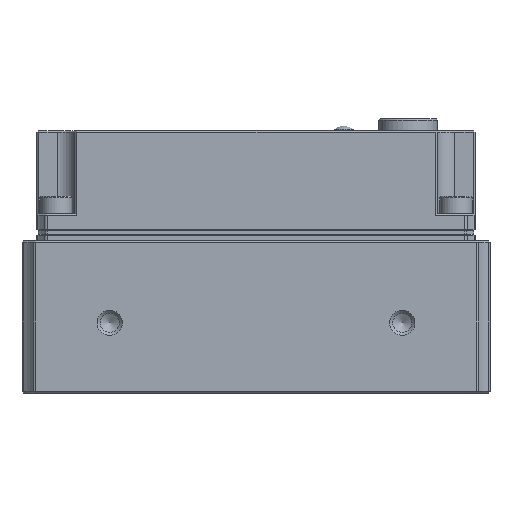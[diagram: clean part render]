
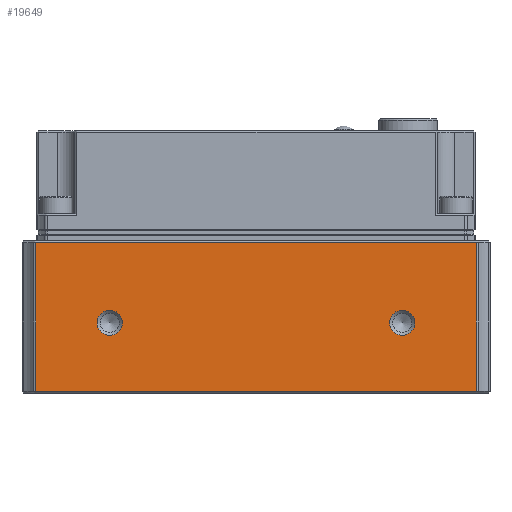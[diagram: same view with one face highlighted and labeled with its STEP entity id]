
A CAD part, left-side view. The second image highlights one B-rep face of the part: STEP entity #19649.
In plain terms, the highlighted planar face has unit normal (-1, 0, 0).
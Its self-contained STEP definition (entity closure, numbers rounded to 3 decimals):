
#684=LINE('',#28712,#2568);
#685=LINE('',#28714,#2569);
#686=LINE('',#28716,#2570);
#687=LINE('',#28717,#2571);
#2568=VECTOR('',#22871,10.);
#2569=VECTOR('',#22872,10.);
#2570=VECTOR('',#22873,10.);
#2571=VECTOR('',#22874,10.);
#4547=FACE_BOUND('',#5939,.T.);
#4548=FACE_BOUND('',#5940,.T.);
#4894=FACE_OUTER_BOUND('',#5938,.T.);
#5938=EDGE_LOOP('',(#12914,#12915,#12916,#12917));
#5939=EDGE_LOOP('',(#12918));
#5940=EDGE_LOOP('',(#12919));
#7144=CIRCLE('',#20876,2.15);
#7145=CIRCLE('',#20877,2.15);
#7735=VERTEX_POINT('',#28710);
#7736=VERTEX_POINT('',#28711);
#7737=VERTEX_POINT('',#28713);
#7738=VERTEX_POINT('',#28715);
#7739=VERTEX_POINT('',#28718);
#7740=VERTEX_POINT('',#28720);
#9819=EDGE_CURVE('',#7735,#7736,#684,.T.);
#9820=EDGE_CURVE('',#7735,#7737,#685,.T.);
#9821=EDGE_CURVE('',#7738,#7737,#686,.T.);
#9822=EDGE_CURVE('',#7736,#7738,#687,.T.);
#9823=EDGE_CURVE('',#7739,#7739,#7144,.T.);
#9824=EDGE_CURVE('',#7740,#7740,#7145,.T.);
#12914=ORIENTED_EDGE('',*,*,#9819,.F.);
#12915=ORIENTED_EDGE('',*,*,#9820,.T.);
#12916=ORIENTED_EDGE('',*,*,#9821,.F.);
#12917=ORIENTED_EDGE('',*,*,#9822,.F.);
#12918=ORIENTED_EDGE('',*,*,#9823,.T.);
#12919=ORIENTED_EDGE('',*,*,#9824,.T.);
#17893=PLANE('',#20875);
#19649=ADVANCED_FACE('',(#4894,#4547,#4548),#17893,.T.);
#20875=AXIS2_PLACEMENT_3D('',#28709,#22869,#22870);
#20876=AXIS2_PLACEMENT_3D('',#28719,#22875,#22876);
#20877=AXIS2_PLACEMENT_3D('',#28721,#22877,#22878);
#22869=DIRECTION('center_axis',(-1.,0.,0.));
#22870=DIRECTION('ref_axis',(0.,0.,
-1.));
#22871=DIRECTION('',(0.,-1.,0.));
#22872=DIRECTION('',(0.,0.,-1.));
#22873=DIRECTION('',(0.,1.,0.));
#22874=DIRECTION('',(0.,0.,-1.));
#22875=DIRECTION('center_axis',(1.,0.,0.));
#22876=DIRECTION('ref_axis',(0.,1.,0.));
#22877=DIRECTION('center_axis',(1.,0.,0.));
#22878=DIRECTION('ref_axis',(0.,1.,0.));
#28709=CARTESIAN_POINT('Origin',(-40.,-37.645,0.));
#28710=CARTESIAN_POINT('',(-40.,37.645,19.7));
#28711=CARTESIAN_POINT('',(-40.,-37.645,19.7));
#28712=CARTESIAN_POINT('',(-40.,-18.823,19.7));
#28713=CARTESIAN_POINT('',(-40.,37.645,-5.7));
#28714=CARTESIAN_POINT('',(-40.,37.645,0.));
#28715=CARTESIAN_POINT('',(-40.,-37.645,-5.7));
#28716=CARTESIAN_POINT('',(-40.,-18.823,-5.7));
#28717=CARTESIAN_POINT('',(-40.,-37.645,0.));
#28718=CARTESIAN_POINT('',(-40.,27.15,6.));
#28719=CARTESIAN_POINT('Origin',(-40.,25.,6.));
#28720=CARTESIAN_POINT('',(-40.,-22.85,6.));
#28721=CARTESIAN_POINT('Origin',(-40.,-25.,6.));
